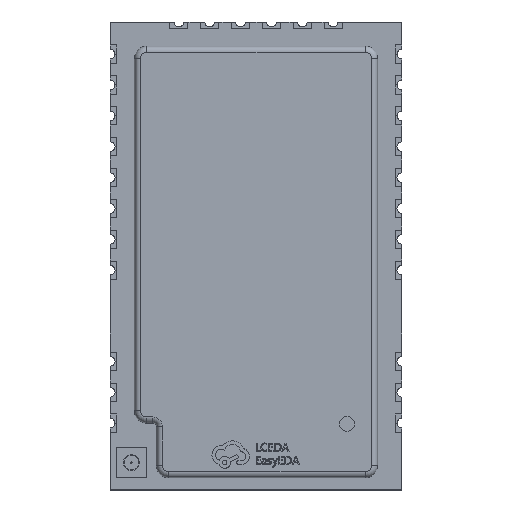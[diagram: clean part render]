
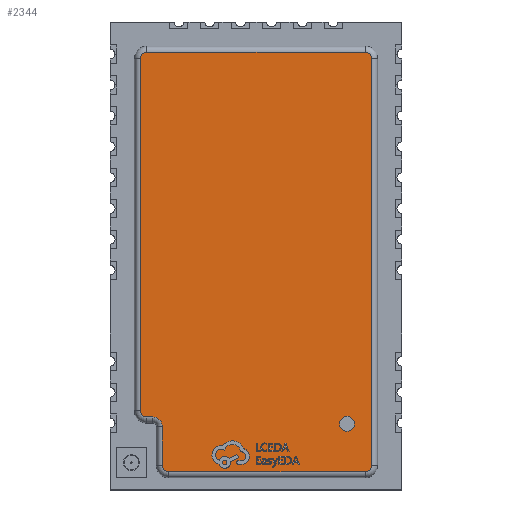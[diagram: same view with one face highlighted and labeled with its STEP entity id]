
A CAD part, top view. The second image highlights one B-rep face of the part: STEP entity #2344.
In plain terms, the highlighted planar face has unit normal (0, 0, 1).
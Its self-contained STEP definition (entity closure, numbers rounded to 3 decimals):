
#9 = AXIS2_PLACEMENT_3D ( 'NONE', #21284, #28388, #20819 ) ;
#39 = DIRECTION ( 'NONE',  ( -1., 0., 0. ) ) ;
#209 = ORIENTED_EDGE ( 'NONE', *, *, #8336, .T. ) ;
#590 = ORIENTED_EDGE ( 'NONE', *, *, #13908, .T. ) ;
#824 = VERTEX_POINT ( 'NONE', #26957 ) ;
#1171 = FACE_OUTER_BOUND ( 'NONE', #7541, .T. ) ;
#1321 = FACE_BOUND ( 'NONE', #7059, .T. ) ;
#1469 = AXIS2_PLACEMENT_3D ( 'NONE', #23712, #30874, #3463 ) ;
#1522 = CIRCLE ( 'NONE', #9, 0.619 ) ;
#1592 = CARTESIAN_POINT ( 'NONE',  ( -9.5, -12.75, 5. ) ) ;
#1637 = CARTESIAN_POINT ( 'NONE',  ( -9., -12.75, 5. ) ) ;
#2344 = ADVANCED_FACE ( 'NONE', ( #1321, #1171 ), #30688, .F. ) ;
#2850 = EDGE_CURVE ( 'NONE', #16758, #22208, #23373, .T. ) ;
#3463 = DIRECTION ( 'NONE',  ( 1., 0., 0. ) ) ;
#3858 = AXIS2_PLACEMENT_3D ( 'NONE', #15673, #18245, #8587 ) ;
#3904 = CARTESIAN_POINT ( 'NONE',  ( -7.2, -17.25, 5. ) ) ;
#4116 = VERTEX_POINT ( 'NONE', #21063 ) ;
#4493 = DIRECTION ( 'NONE',  ( -1., 0., 0. ) ) ;
#4512 = LINE ( 'NONE', #21884, #15916 ) ;
#4723 = DIRECTION ( 'NONE',  ( 1., 0., 0. ) ) ;
#5894 = DIRECTION ( 'NONE',  ( 0., 1., 0. ) ) ;
#5964 = DIRECTION ( 'NONE',  ( 0., 0., 1. ) ) ;
#6033 = EDGE_CURVE ( 'NONE', #22048, #15576, #11756, .T. ) ;
#6472 = ORIENTED_EDGE ( 'NONE', *, *, #25098, .F. ) ;
#6862 = DIRECTION ( 'NONE',  ( -1., 0., 0. ) ) ;
#7059 = EDGE_LOOP ( 'NONE', ( #22738, #6472 ) ) ;
#7331 = VECTOR ( 'NONE', #5894, 1000. ) ;
#7382 = CARTESIAN_POINT ( 'NONE',  ( -7.7, -17.25, 5. ) ) ;
#7541 = EDGE_LOOP ( 'NONE', ( #10747, #23049, #590, #31057, #31789, #26279, #21566, #25835, #209, #17867, #15794, #27746 ) ) ;
#7913 = DIRECTION ( 'NONE',  ( 0., -1., 0. ) ) ;
#7965 = EDGE_CURVE ( 'NONE', #22208, #26731, #17950, .T. ) ;
#8080 = EDGE_CURVE ( 'NONE', #824, #26804, #29454, .T. ) ;
#8319 = CARTESIAN_POINT ( 'NONE',  ( -7.2, -17.75, 5. ) ) ;
#8336 = EDGE_CURVE ( 'NONE', #26804, #16758, #14529, .T. ) ;
#8525 = DIRECTION ( 'NONE',  ( -1., 0., 0. ) ) ;
#8587 = DIRECTION ( 'NONE',  ( -1., 0., 0. ) ) ;
#8836 = CARTESIAN_POINT ( 'NONE',  ( 9., -17.25, 5. ) ) ;
#9101 = VERTEX_POINT ( 'NONE', #26976 ) ;
#9263 = VERTEX_POINT ( 'NONE', #24661 ) ;
#9302 = DIRECTION ( 'NONE',  ( 1., 0., 0. ) ) ;
#9325 = AXIS2_PLACEMENT_3D ( 'NONE', #31244, #28968, #6862 ) ;
#9519 = CARTESIAN_POINT ( 'NONE',  ( 8.105, -13.82, 5. ) ) ;
#10259 = DIRECTION ( 'NONE',  ( -1., 0., 0. ) ) ;
#10356 = CARTESIAN_POINT ( 'NONE',  ( -7.7, -12.75, 5. ) ) ;
#10747 = ORIENTED_EDGE ( 'NONE', *, *, #22716, .T. ) ;
#11608 = CARTESIAN_POINT ( 'NONE',  ( -9., -13.25, 5. ) ) ;
#11756 = CIRCLE ( 'NONE', #1469, 0.619 ) ;
#13489 = CARTESIAN_POINT ( 'NONE',  ( -9.5, -12.75, 5. ) ) ;
#13639 = CIRCLE ( 'NONE', #17704, 0.5 ) ;
#13734 = CARTESIAN_POINT ( 'NONE',  ( -7.7, -14.05, 5. ) ) ;
#13869 = DIRECTION ( 'NONE',  ( 0., 0., -1. ) ) ;
#13908 = EDGE_CURVE ( 'NONE', #15513, #25633, #22598, .T. ) ;
#14529 = LINE ( 'NONE', #22074, #26340 ) ;
#14806 = CARTESIAN_POINT ( 'NONE',  ( -9., 16.75, 5. ) ) ;
#15293 = VERTEX_POINT ( 'NONE', #8319 ) ;
#15513 = VERTEX_POINT ( 'NONE', #13734 ) ;
#15576 = VERTEX_POINT ( 'NONE', #25646 ) ;
#15673 = CARTESIAN_POINT ( 'NONE',  ( -9., 16.25, 5. ) ) ;
#15794 = ORIENTED_EDGE ( 'NONE', *, *, #7965, .T. ) ;
#15916 = VECTOR ( 'NONE', #9302, 1000. ) ;
#16031 = AXIS2_PLACEMENT_3D ( 'NONE', #3904, #22878, #8525 ) ;
#16067 = DIRECTION ( 'NONE',  ( -1., 0., 0. ) ) ;
#16557 = AXIS2_PLACEMENT_3D ( 'NONE', #20555, #17932, #10259 ) ;
#16562 = DIRECTION ( 'NONE',  ( -1., 0., 0. ) ) ;
#16758 = VERTEX_POINT ( 'NONE', #14806 ) ;
#16819 = CARTESIAN_POINT ( 'NONE',  ( -8.5, -14.05, 5. ) ) ;
#17131 = EDGE_CURVE ( 'NONE', #26731, #26576, #27930, .T. ) ;
#17311 = CIRCLE ( 'NONE', #17821, 0.8 ) ;
#17704 = AXIS2_PLACEMENT_3D ( 'NONE', #8836, #5964, #16067 ) ;
#17768 = CARTESIAN_POINT ( 'NONE',  ( 9.5, -12.75, 5. ) ) ;
#17821 = AXIS2_PLACEMENT_3D ( 'NONE', #16819, #28985, #4493 ) ;
#17867 = ORIENTED_EDGE ( 'NONE', *, *, #2850, .T. ) ;
#17932 = DIRECTION ( 'NONE',  ( 0., 0., 1. ) ) ;
#17950 = LINE ( 'NONE', #13489, #21150 ) ;
#18245 = DIRECTION ( 'NONE',  ( 0., 0., 1. ) ) ;
#18488 = EDGE_CURVE ( 'NONE', #9101, #4116, #13639, .T. ) ;
#19593 = EDGE_CURVE ( 'NONE', #9263, #15513, #17311, .T. ) ;
#20555 = CARTESIAN_POINT ( 'NONE',  ( -9., -12.75, 5. ) ) ;
#20819 = DIRECTION ( 'NONE',  ( 1., 0., 0. ) ) ;
#21063 = CARTESIAN_POINT ( 'NONE',  ( 9.5, -17.25, 5. ) ) ;
#21150 = VECTOR ( 'NONE', #23302, 1000. ) ;
#21284 = CARTESIAN_POINT ( 'NONE',  ( 7.487, -13.82, 5. ) ) ;
#21566 = ORIENTED_EDGE ( 'NONE', *, *, #28233, .T. ) ;
#21884 = CARTESIAN_POINT ( 'NONE',  ( -9., -17.75, 5. ) ) ;
#22048 = VERTEX_POINT ( 'NONE', #9519 ) ;
#22074 = CARTESIAN_POINT ( 'NONE',  ( -9., 16.75, 5. ) ) ;
#22208 = VERTEX_POINT ( 'NONE', #31783 ) ;
#22598 = LINE ( 'NONE', #10356, #23768 ) ;
#22716 = EDGE_CURVE ( 'NONE', #26576, #9263, #26931, .T. ) ;
#22738 = ORIENTED_EDGE ( 'NONE', *, *, #6033, .F. ) ;
#22878 = DIRECTION ( 'NONE',  ( 0., 0., 1. ) ) ;
#23049 = ORIENTED_EDGE ( 'NONE', *, *, #19593, .T. ) ;
#23302 = DIRECTION ( 'NONE',  ( 0., -1., 0. ) ) ;
#23373 = CIRCLE ( 'NONE', #3858, 0.5 ) ;
#23712 = CARTESIAN_POINT ( 'NONE',  ( 7.487, -13.82, 5. ) ) ;
#23768 = VECTOR ( 'NONE', #7913, 1000. ) ;
#24661 = CARTESIAN_POINT ( 'NONE',  ( -8.5, -13.25, 5. ) ) ;
#25098 = EDGE_CURVE ( 'NONE', #15576, #22048, #1522, .T. ) ;
#25535 = EDGE_CURVE ( 'NONE', #15293, #9101, #4512, .T. ) ;
#25570 = VECTOR ( 'NONE', #4723, 1000. ) ;
#25633 = VERTEX_POINT ( 'NONE', #7382 ) ;
#25646 = CARTESIAN_POINT ( 'NONE',  ( 6.868, -13.82, 5. ) ) ;
#25835 = ORIENTED_EDGE ( 'NONE', *, *, #8080, .T. ) ;
#26279 = ORIENTED_EDGE ( 'NONE', *, *, #18488, .T. ) ;
#26340 = VECTOR ( 'NONE', #39, 1000. ) ;
#26354 = CIRCLE ( 'NONE', #16031, 0.5 ) ;
#26576 = VERTEX_POINT ( 'NONE', #29378 ) ;
#26731 = VERTEX_POINT ( 'NONE', #1592 ) ;
#26804 = VERTEX_POINT ( 'NONE', #31614 ) ;
#26862 = AXIS2_PLACEMENT_3D ( 'NONE', #1637, #13869, #16562 ) ;
#26931 = LINE ( 'NONE', #11608, #25570 ) ;
#26957 = CARTESIAN_POINT ( 'NONE',  ( 9.5, 16.25, 5. ) ) ;
#26976 = CARTESIAN_POINT ( 'NONE',  ( 9., -17.75, 5. ) ) ;
#27746 = ORIENTED_EDGE ( 'NONE', *, *, #17131, .T. ) ;
#27930 = CIRCLE ( 'NONE', #16557, 0.5 ) ;
#27964 = LINE ( 'NONE', #17768, #7331 ) ;
#28233 = EDGE_CURVE ( 'NONE', #4116, #824, #27964, .T. ) ;
#28388 = DIRECTION ( 'NONE',  ( 0., 0., 1. ) ) ;
#28968 = DIRECTION ( 'NONE',  ( 0., 0., 1. ) ) ;
#28985 = DIRECTION ( 'NONE',  ( 0., 0., -1. ) ) ;
#29378 = CARTESIAN_POINT ( 'NONE',  ( -9., -13.25, 5. ) ) ;
#29454 = CIRCLE ( 'NONE', #9325, 0.5 ) ;
#30431 = EDGE_CURVE ( 'NONE', #25633, #15293, #26354, .T. ) ;
#30688 = PLANE ( 'NONE',  #26862 ) ;
#30874 = DIRECTION ( 'NONE',  ( 0., 0., 1. ) ) ;
#31057 = ORIENTED_EDGE ( 'NONE', *, *, #30431, .T. ) ;
#31244 = CARTESIAN_POINT ( 'NONE',  ( 9., 16.25, 5. ) ) ;
#31614 = CARTESIAN_POINT ( 'NONE',  ( 9., 16.75, 5. ) ) ;
#31783 = CARTESIAN_POINT ( 'NONE',  ( -9.5, 16.25, 5. ) ) ;
#31789 = ORIENTED_EDGE ( 'NONE', *, *, #25535, .T. ) ;
